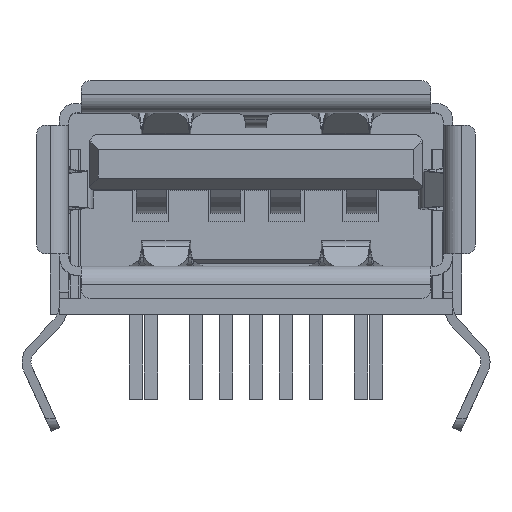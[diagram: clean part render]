
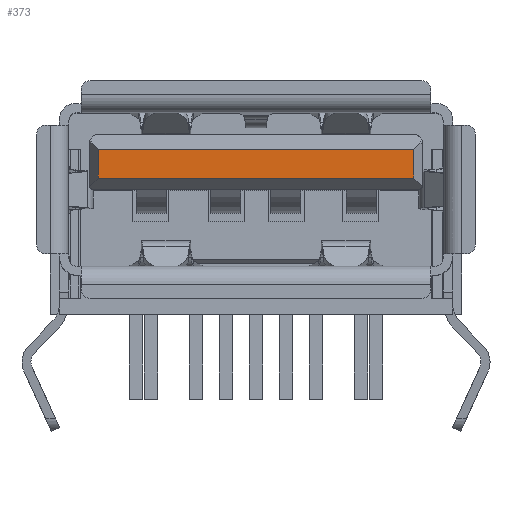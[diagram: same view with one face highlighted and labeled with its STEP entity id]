
A CAD part, top view. The second image highlights one B-rep face of the part: STEP entity #373.
In plain terms, the highlighted planar face has unit normal (0, 0, 1).
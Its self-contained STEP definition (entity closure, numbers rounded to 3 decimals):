
#373=ADVANCED_FACE('',(#1686),#1687,.T.);
#1686=FACE_OUTER_BOUND('',#3953,.T.);
#1687=PLANE('',#3954);
#3953=EDGE_LOOP('',(#9003,#9004,#9005,#9006));
#3954=AXIS2_PLACEMENT_3D('',#9007,#9008,#9009);
#9003=ORIENTED_EDGE('',*,*,#15132,.T.);
#9004=ORIENTED_EDGE('',*,*,#15133,.T.);
#9005=ORIENTED_EDGE('',*,*,#15134,.T.);
#9006=ORIENTED_EDGE('',*,*,#15053,.F.);
#9007=CARTESIAN_POINT('',(-5.55,1.34,-0.23));
#9008=DIRECTION('',(0.0,0.0,1.0));
#9009=DIRECTION('',(1.0,0.0,0.0));
#15053=EDGE_CURVE('',#18808,#18810,#18811,.T.);
#15132=EDGE_CURVE('',#18808,#18942,#18944,.T.);
#15133=EDGE_CURVE('',#18942,#18945,#18946,.T.);
#15134=EDGE_CURVE('',#18945,#18810,#18947,.T.);
#18808=VERTEX_POINT('',#25179);
#18810=VERTEX_POINT('',#25182);
#18811=LINE('',#25183,#25184);
#18942=VERTEX_POINT('',#25470);
#18944=LINE('',#25473,#25474);
#18945=VERTEX_POINT('',#25475);
#18946=LINE('',#25476,#25477);
#18947=LINE('',#25478,#25479);
#25179=CARTESIAN_POINT('',(5.261,0.38,-0.23));
#25182=CARTESIAN_POINT('',(-5.261,0.38,-0.23));
#25183=CARTESIAN_POINT('',(5.261,0.38,-0.23));
#25184=VECTOR('',#30190,10.523);
#25470=CARTESIAN_POINT('',(5.261,1.34,-0.23));
#25473=CARTESIAN_POINT('',(5.261,0.38,-0.23));
#25474=VECTOR('',#30267,0.96);
#25475=CARTESIAN_POINT('',(-5.261,1.34,-0.23));
#25476=CARTESIAN_POINT('',(5.261,1.34,-0.23));
#25477=VECTOR('',#30268,10.523);
#25478=CARTESIAN_POINT('',(-5.261,1.34,-0.23));
#25479=VECTOR('',#30269,0.96);
#30190=DIRECTION('',(-1.0,0.0,0.0));
#30267=DIRECTION('',(0.,1.0,0.));
#30268=DIRECTION('',(-1.0,0.0,0.0));
#30269=DIRECTION('',(0.0,-1.0,0.));
